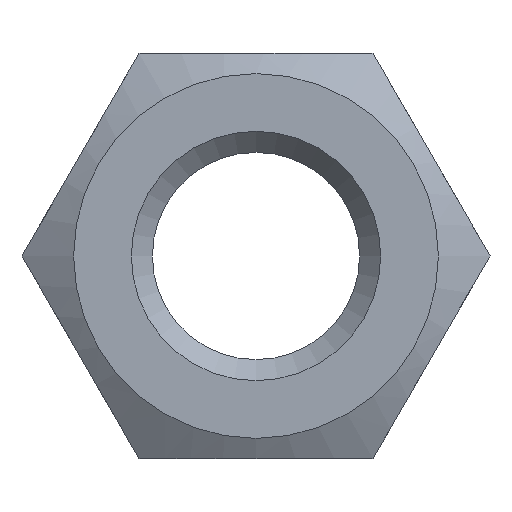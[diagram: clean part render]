
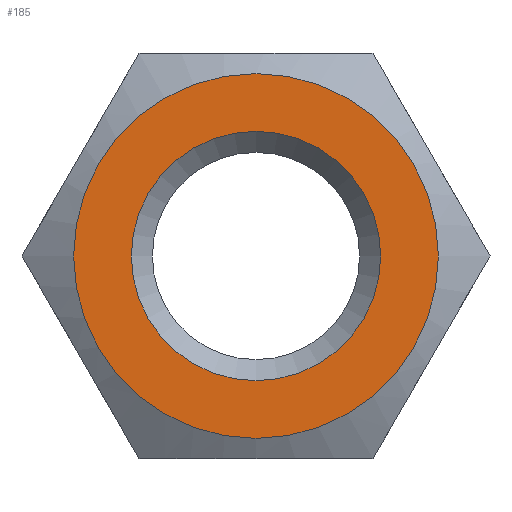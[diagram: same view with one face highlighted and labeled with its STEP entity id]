
A CAD part, left-side view. The second image highlights one B-rep face of the part: STEP entity #185.
In plain terms, the highlighted planar face has unit normal (-1, 0, 0).
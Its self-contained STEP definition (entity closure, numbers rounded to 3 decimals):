
#41=ORIENTED_EDGE('',*,*,#89,.F.);
#42=ORIENTED_EDGE('',*,*,#90,.T.);
#89=EDGE_CURVE('',#113,#113,#131,.T.);
#90=EDGE_CURVE('',#114,#114,#132,.T.);
#113=VERTEX_POINT('',#279);
#114=VERTEX_POINT('',#281);
#131=CIRCLE('',#212,5.85);
#132=CIRCLE('',#213,4.);
#137=EDGE_LOOP('',(#41));
#138=EDGE_LOOP('',(#42));
#157=FACE_BOUND('',#137,.T.);
#158=FACE_BOUND('',#138,.T.);
#177=PLANE('',#211);
#185=ADVANCED_FACE('',(#157,#158),#177,.F.);
#211=AXIS2_PLACEMENT_3D('',#277,#232,#233);
#212=AXIS2_PLACEMENT_3D('',#278,#234,#235);
#213=AXIS2_PLACEMENT_3D('',#280,#236,#237);
#232=DIRECTION('',(1.,0.,0.));
#233=DIRECTION('',(0.,0.,-1.));
#234=DIRECTION('',(1.,0.,0.));
#235=DIRECTION('',(0.,0.,-1.));
#236=DIRECTION('',(1.,0.,0.));
#237=DIRECTION('',(0.,0.,-1.));
#277=CARTESIAN_POINT('',(0.,0.,0.));
#278=CARTESIAN_POINT('',(0.,0.,0.));
#279=CARTESIAN_POINT('',(0.,0.,-5.85));
#280=CARTESIAN_POINT('',(0.,0.,0.));
#281=CARTESIAN_POINT('',(0.,0.,-4.));
